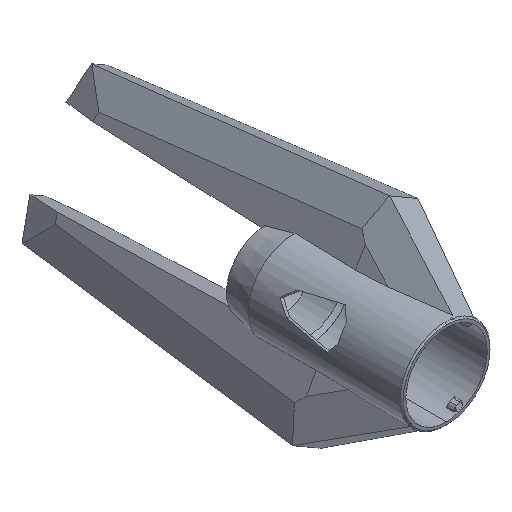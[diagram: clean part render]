
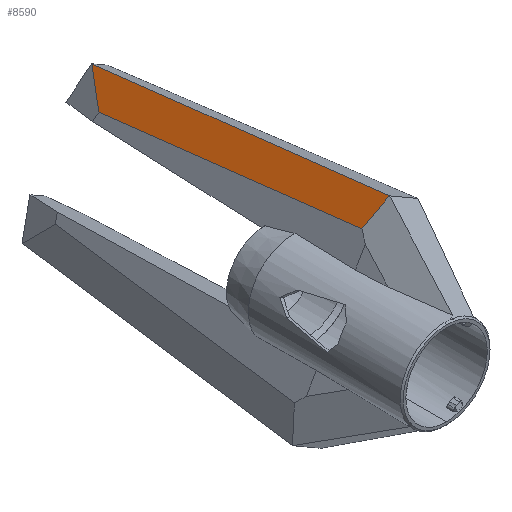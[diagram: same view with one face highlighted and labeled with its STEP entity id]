
A CAD part, isometric view. The second image highlights one B-rep face of the part: STEP entity #8590.
In plain terms, the highlighted planar face has unit normal (-0.745, 0.044, 0.666).
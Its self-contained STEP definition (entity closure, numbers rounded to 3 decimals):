
#1234 = ORIENTED_EDGE ( 'NONE', *, *, #7449, .T. ) ;
#1441 = VECTOR ( 'NONE', #6458, 1000. ) ;
#1830 = CARTESIAN_POINT ( 'NONE',  ( 4.843, 33.097, 23.258 ) ) ;
#2352 = ORIENTED_EDGE ( 'NONE', *, *, #7024, .F. ) ;
#2763 = DIRECTION ( 'NONE',  ( 0.636, -0.255, 0.728 ) ) ;
#2772 = AXIS2_PLACEMENT_3D ( 'NONE', #13980, #11696, #11749 ) ;
#3716 = DIRECTION ( 'NONE',  ( -0.504, -0.692, -0.518 ) ) ;
#3785 = EDGE_CURVE ( 'NONE', #10004, #9052, #4044, .T. ) ;
#3830 = LINE ( 'NONE', #8298, #9936 ) ;
#4044 = LINE ( 'NONE', #6366, #1441 ) ;
#4686 = LINE ( 'NONE', #10372, #11338 ) ;
#4858 = VERTEX_POINT ( 'NONE', #8002 ) ;
#5042 = PLANE ( 'NONE',  #2772 ) ;
#5868 = ORIENTED_EDGE ( 'NONE', *, *, #3785, .F. ) ;
#6186 = CARTESIAN_POINT ( 'NONE',  ( 11.418, 30.506, 30.775 ) ) ;
#6333 = LINE ( 'NONE', #10703, #10515 ) ;
#6366 = CARTESIAN_POINT ( 'NONE',  ( 10.627, 30.818, 29.871 ) ) ;
#6458 = DIRECTION ( 'NONE',  ( -0.637, 0.251, -0.729 ) ) ;
#6774 = VERTEX_POINT ( 'NONE', #7871 ) ;
#7024 = EDGE_CURVE ( 'NONE', #4858, #10004, #3830, .T. ) ;
#7449 = EDGE_CURVE ( 'NONE', #8008, #6774, #4686, .T. ) ;
#7569 = VECTOR ( 'NONE', #2763, 1000. ) ;
#7871 = CARTESIAN_POINT ( 'NONE',  ( 2.686, 118.823, 15.236 ) ) ;
#8002 = CARTESIAN_POINT ( 'NONE',  ( 8.979, 127.461, 21.703 ) ) ;
#8008 = VERTEX_POINT ( 'NONE', #13676 ) ;
#8298 = CARTESIAN_POINT ( 'NONE',  ( 12.073, 4.478, 33.211 ) ) ;
#8590 = ADVANCED_FACE ( 'NONE', ( #9719 ), #5042, .F. ) ;
#9052 = VERTEX_POINT ( 'NONE', #1830 ) ;
#9719 = FACE_OUTER_BOUND ( 'NONE', #11526, .T. ) ;
#9936 = VECTOR ( 'NONE', #13849, 1000. ) ;
#10004 = VERTEX_POINT ( 'NONE', #6186 ) ;
#10126 = ORIENTED_EDGE ( 'NONE', *, *, #13086, .F. ) ;
#10372 = CARTESIAN_POINT ( 'NONE',  ( -33.139, 69.632, -21.576 ) ) ;
#10428 = CARTESIAN_POINT ( 'NONE',  ( 29.215, 119.338, 44.847 ) ) ;
#10515 = VECTOR ( 'NONE', #11821, 1000. ) ;
#10703 = CARTESIAN_POINT ( 'NONE',  ( 5.524, 6.028, 25.791 ) ) ;
#11065 = ORIENTED_EDGE ( 'NONE', *, *, #12155, .F. ) ;
#11338 = VECTOR ( 'NONE', #3716, 1000. ) ;
#11526 = EDGE_LOOP ( 'NONE', ( #1234, #10126, #5868, #2352, #11065 ) ) ;
#11696 = DIRECTION ( 'NONE',  ( 0.744, -0.044, -0.666 ) ) ;
#11749 = DIRECTION ( 'NONE',  ( -0.025, 0.995, -0.093 ) ) ;
#11821 = DIRECTION ( 'NONE',  ( -0.025, 0.995, -0.093 ) ) ;
#12155 = EDGE_CURVE ( 'NONE', #8008, #4858, #13325, .T. ) ;
#13086 = EDGE_CURVE ( 'NONE', #9052, #6774, #6333, .T. ) ;
#13325 = LINE ( 'NONE', #10428, #7569 ) ;
#13676 = CARTESIAN_POINT ( 'NONE',  ( 8.977, 127.462, 21.7 ) ) ;
#13849 = DIRECTION ( 'NONE',  ( 0.025, -0.995, 0.093 ) ) ;
#13980 = CARTESIAN_POINT ( 'NONE',  ( 5.524, 6.028, 25.791 ) ) ;
